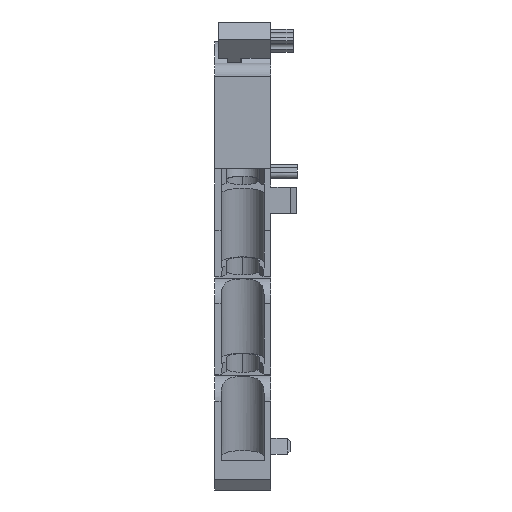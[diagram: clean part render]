
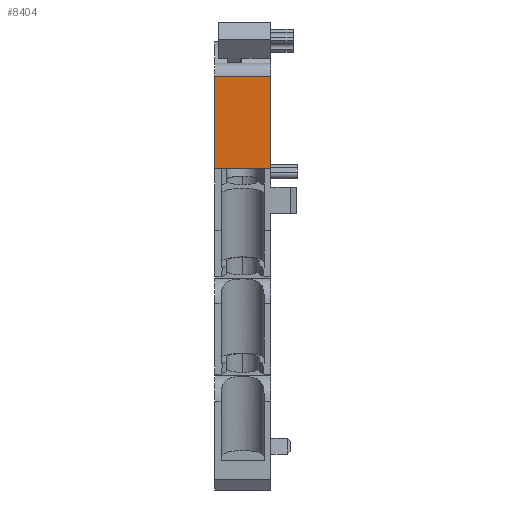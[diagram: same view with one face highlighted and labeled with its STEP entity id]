
A CAD part, front view. The second image highlights one B-rep face of the part: STEP entity #8404.
In plain terms, the highlighted planar face has unit normal (0, -1, 0).
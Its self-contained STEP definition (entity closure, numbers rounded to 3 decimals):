
#657=DIRECTION('',(0.,0.,1.));
#658=VECTOR('',#657,14.2);
#659=CARTESIAN_POINT('',(8.6,23.017,-19.513));
#660=LINE('',#659,#658);
#2315=DIRECTION('',(-1.,0.,0.));
#2316=VECTOR('',#2315,8.6);
#2317=CARTESIAN_POINT('',(8.6,23.017,-19.513));
#2318=LINE('',#2317,#2316);
#2319=DIRECTION('',(0.,0.,1.));
#2320=VECTOR('',#2319,14.2);
#2321=CARTESIAN_POINT('',(0.,23.017,-19.513));
#2322=LINE('',#2321,#2320);
#2327=DIRECTION('',(-1.,0.,0.));
#2328=VECTOR('',#2327,8.6);
#2329=CARTESIAN_POINT('',(8.6,23.017,-5.313));
#2330=LINE('',#2329,#2328);
#4437=CARTESIAN_POINT('',(0.,23.017,-5.313));
#4438=VERTEX_POINT('',#4437);
#4439=CARTESIAN_POINT('',(0.,23.017,-19.513));
#4440=VERTEX_POINT('',#4439);
#4771=CARTESIAN_POINT('',(8.6,23.017,-19.513));
#4772=VERTEX_POINT('',#4771);
#4773=CARTESIAN_POINT('',(8.6,23.017,-5.313));
#4774=VERTEX_POINT('',#4773);
#8392=CARTESIAN_POINT('',(0.,23.017,-3.313));
#8393=DIRECTION('',(0.,-1.,0.));
#8394=DIRECTION('',(0.,0.,-1.));
#8395=AXIS2_PLACEMENT_3D('',#8392,#8393,#8394);
#8396=PLANE('',#8395);
#8398=ORIENTED_EDGE('',*,*,#8397,.F.);
#8399=ORIENTED_EDGE('',*,*,#6474,.F.);
#8400=ORIENTED_EDGE('',*,*,#8012,.T.);
#8401=ORIENTED_EDGE('',*,*,#5733,.T.);
#8402=EDGE_LOOP('',(#8398,#8399,#8400,#8401));
#8403=FACE_OUTER_BOUND('',#8402,.F.);
#8404=ADVANCED_FACE('',(#8403),#8396,.T.);
#5733=EDGE_CURVE('',#4440,#4438,#2322,.T.);
#6474=EDGE_CURVE('',#4772,#4774,#660,.T.);
#8012=EDGE_CURVE('',#4772,#4440,#2318,.T.);
#8397=EDGE_CURVE('',#4774,#4438,#2330,.T.);
